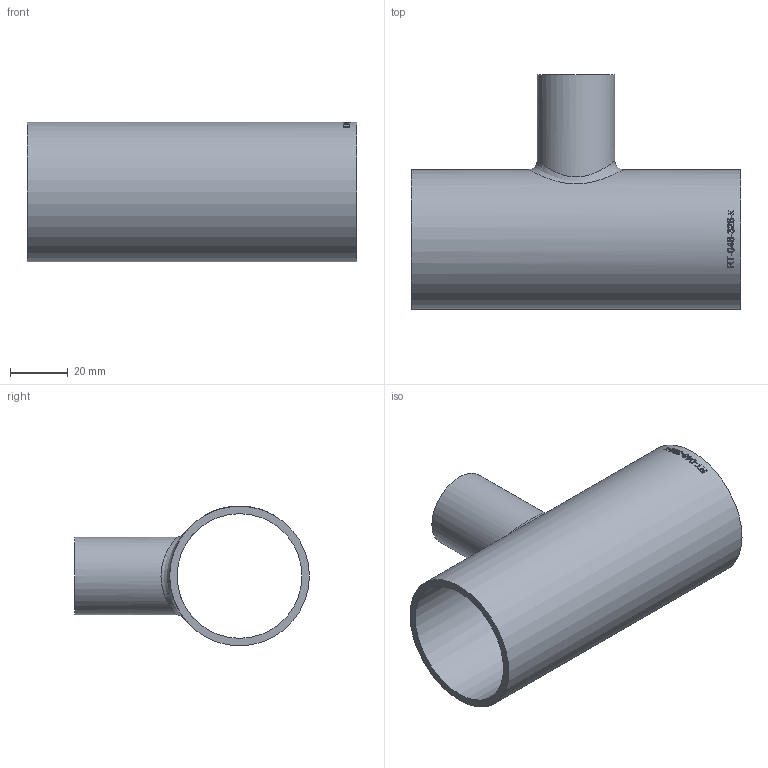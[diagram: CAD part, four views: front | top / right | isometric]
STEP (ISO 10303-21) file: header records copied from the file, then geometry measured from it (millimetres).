
FILE_DESCRIPTION (( 'STEP AP214' ), '1' );
FILE_NAME ('RT-048-326-x T-Stück Ø48,3x2,6-Ø26,9x2,3 BL114 1910.STEP', '2019-10-23T07:06:50', ( '' ), ( '' ), 'SwSTEP 2.0', 'SolidWorks 2016', '' );
FILE_SCHEMA (( 'AUTOMOTIVE_DESIGN' ));
Length unit declared in the file: millimetre
Products named in the file (1): RT-048-326-x T-Stück Ø48,3x2,6-Ø26,9x2,3 BL114 1910
Bounding box: 114 x 81.15 x 48.3 mm (x, y, z)
Volume: 47653.3 mm3; surface area: 38097 mm2
Topology: 1 solids, 1 shells, 167 faces, 439 edges, 292 vertices
Faces by surface type: bspline 94, plane 51, cylinder 22
Full cylindrical faces by diameter (mm): 22.3 x1, 26.9 x1, 43.1 x1, 48.3 x1
Entity records: 16965 total; most frequent: CARTESIAN_POINT 11957, ORIENTED_EDGE 860, EDGE_CURVE 430, DIRECTION 350, B_SPLINE_CURVE_WITH_KNOTS 290, VERTEX_POINT 290, EDGE_LOOP 196, FACE_OUTER_BOUND 173
